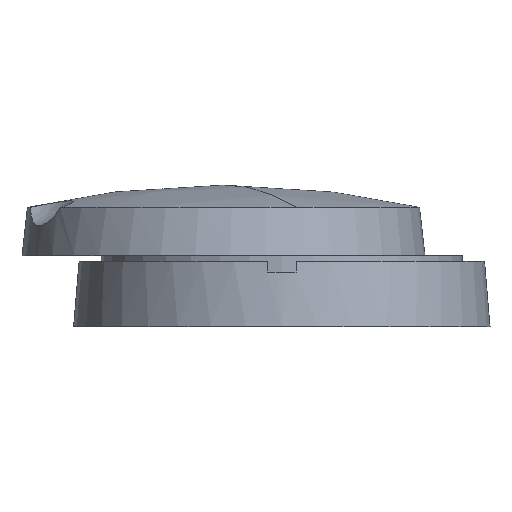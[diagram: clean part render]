
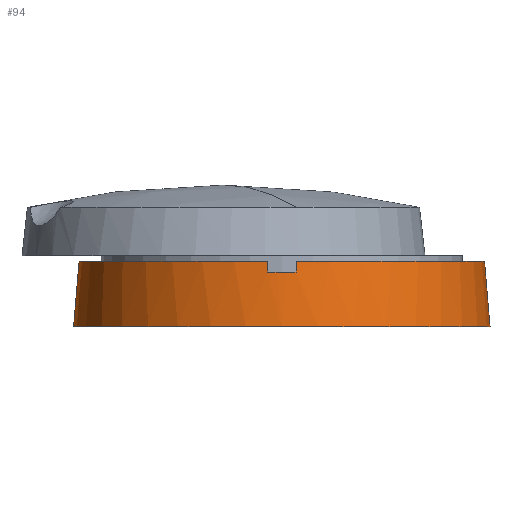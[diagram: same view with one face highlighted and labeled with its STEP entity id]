
A CAD part, front view. The second image highlights one B-rep face of the part: STEP entity #94.
In plain terms, the highlighted conical face has half-angle 4.764 degrees and reference radius 19 mm.
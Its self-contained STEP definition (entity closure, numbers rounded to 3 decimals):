
#10 = B_SPLINE_CURVE_WITH_KNOTS ( 'NONE', 3,
 ( #1449, #1450, #1451, #1452, #1453, #1454, #1455 ),
 .UNSPECIFIED., .F., .F.,
 ( 4, 3, 4 ),
 ( 0.004, 0.004, 0.005 ),
 .UNSPECIFIED. ) ;
#11 = B_SPLINE_CURVE_WITH_KNOTS ( 'NONE', 3,
 ( #1459, #1460, #1461, #1462, #1463, #1464, #1465 ),
 .UNSPECIFIED., .F., .F.,
 ( 4, 3, 4 ),
 ( 0.004, 0.004, 0.005 ),
 .UNSPECIFIED. ) ;
#54 = EDGE_LOOP ( 'NONE', ( #1161, #1162, #1158, #1163, #1164, #1165, #1167, #1166 ) ) ;
#94 = ADVANCED_FACE ( 'NONE', ( #1093 ), #1062, .T. ) ;
#399 = CARTESIAN_POINT ( 'NONE',  ( 0., 0., 0. ) ) ;
#400 = DIRECTION ( 'NONE',  ( 0., 0., -1. ) ) ;
#401 = DIRECTION ( 'NONE',  ( -1., 0., 0. ) ) ;
#448 = LINE ( 'NONE', #449, #1017 ) ;
#449 = CARTESIAN_POINT ( 'NONE',  ( -19., 0., 0. ) ) ;
#450 = DIRECTION ( 'NONE',  ( -0.083, 0., -0.997 ) ) ;
#454 = CARTESIAN_POINT ( 'NONE',  ( -1.3, -18.538, 5. ) ) ;
#528 = EDGE_CURVE ( 'NONE', #2044, #2045, #448, .T. ) ;
#531 = VERTEX_POINT ( 'NONE', #454 ) ;
#767 = AXIS2_PLACEMENT_3D ( 'NONE', #1434, #1435, #1436 ) ;
#768 = VECTOR ( 'NONE', #1425, 1000. ) ;
#771 = AXIS2_PLACEMENT_3D ( 'NONE', #1446, #1447, #1448 ) ;
#772 = AXIS2_PLACEMENT_3D ( 'NONE', #1443, #1444, #1445 ) ;
#775 = AXIS2_PLACEMENT_3D ( 'NONE', #1456, #1457, #1458 ) ;
#780 = CIRCLE ( 'NONE', #767, 18.5 ) ;
#782 = CIRCLE ( 'NONE', #772, 19. ) ;
#783 = CIRCLE ( 'NONE', #771, 18.5 ) ;
#784 = CIRCLE ( 'NONE', #775, 18.583 ) ;
#1017 = VECTOR ( 'NONE', #450, 1000. ) ;
#1062 = CONICAL_SURFACE ( 'NONE', #1083, 19., 0.083 ) ;
#1083 = AXIS2_PLACEMENT_3D ( 'NONE', #399, #400, #401 ) ;
#1093 = FACE_OUTER_BOUND ( 'NONE', #54, .T. ) ;
#1158 = ORIENTED_EDGE ( 'NONE', *, *, #2107, .T. ) ;
#1161 = ORIENTED_EDGE ( 'NONE', *, *, #2098, .F. ) ;
#1162 = ORIENTED_EDGE ( 'NONE', *, *, #2106, .F. ) ;
#1163 = ORIENTED_EDGE ( 'NONE', *, *, #2108, .F. ) ;
#1164 = ORIENTED_EDGE ( 'NONE', *, *, #2109, .T. ) ;
#1165 = ORIENTED_EDGE ( 'NONE', *, *, #2102, .F. ) ;
#1166 = ORIENTED_EDGE ( 'NONE', *, *, #2105, .T. ) ;
#1167 = ORIENTED_EDGE ( 'NONE', *, *, #528, .T. ) ;
#1290 = CARTESIAN_POINT ( 'NONE',  ( 1.3, -18.538, 5. ) ) ;
#1291 = CARTESIAN_POINT ( 'NONE',  ( 1.3, -18.454, 6. ) ) ;
#1298 = CARTESIAN_POINT ( 'NONE',  ( -1.3, -18.454, 6. ) ) ;
#1315 = CARTESIAN_POINT ( 'NONE',  ( -18.5, 0., 6. ) ) ;
#1316 = CARTESIAN_POINT ( 'NONE',  ( -19., 0., 0. ) ) ;
#1317 = CARTESIAN_POINT ( 'NONE',  ( 19., 0., 0. ) ) ;
#1320 = CARTESIAN_POINT ( 'NONE',  ( 18.5, 0., 6. ) ) ;
#1423 = LINE ( 'NONE', #1424, #768 ) ;
#1424 = CARTESIAN_POINT ( 'NONE',  ( 19., 0., 0. ) ) ;
#1425 = DIRECTION ( 'NONE',  ( 0.083, 0., -0.997 ) ) ;
#1434 = CARTESIAN_POINT ( 'NONE',  ( 0., 0., 6. ) ) ;
#1435 = DIRECTION ( 'NONE',  ( 0., 0., 1. ) ) ;
#1436 = DIRECTION ( 'NONE',  ( 1., 0., 0. ) ) ;
#1443 = CARTESIAN_POINT ( 'NONE',  ( 0., 0., 0. ) ) ;
#1444 = DIRECTION ( 'NONE',  ( 0., 0., 1. ) ) ;
#1445 = DIRECTION ( 'NONE',  ( 1., 0., 0. ) ) ;
#1446 = CARTESIAN_POINT ( 'NONE',  ( 0., 0., 6. ) ) ;
#1447 = DIRECTION ( 'NONE',  ( 0., 0., 1. ) ) ;
#1448 = DIRECTION ( 'NONE',  ( 1., 0., 0. ) ) ;
#1449 = CARTESIAN_POINT ( 'NONE',  ( 1.3, -18.454, 6. ) ) ;
#1450 = CARTESIAN_POINT ( 'NONE',  ( 1.3, -18.476, 5.744 ) ) ;
#1451 = CARTESIAN_POINT ( 'NONE',  ( 1.3, -18.497, 5.487 ) ) ;
#1452 = CARTESIAN_POINT ( 'NONE',  ( 1.3, -18.519, 5.231 ) ) ;
#1453 = CARTESIAN_POINT ( 'NONE',  ( 1.3, -18.525, 5.154 ) ) ;
#1454 = CARTESIAN_POINT ( 'NONE',  ( 1.3, -18.531, 5.077 ) ) ;
#1455 = CARTESIAN_POINT ( 'NONE',  ( 1.3, -18.538, 5. ) ) ;
#1456 = CARTESIAN_POINT ( 'NONE',  ( 0., 0., 5. ) ) ;
#1457 = DIRECTION ( 'NONE',  ( 0., 0., 1. ) ) ;
#1458 = DIRECTION ( 'NONE',  ( 1., 0., 0. ) ) ;
#1459 = CARTESIAN_POINT ( 'NONE',  ( -1.3, -18.538, 5. ) ) ;
#1460 = CARTESIAN_POINT ( 'NONE',  ( -1.3, -18.531, 5.077 ) ) ;
#1461 = CARTESIAN_POINT ( 'NONE',  ( -1.3, -18.525, 5.154 ) ) ;
#1462 = CARTESIAN_POINT ( 'NONE',  ( -1.3, -18.519, 5.231 ) ) ;
#1463 = CARTESIAN_POINT ( 'NONE',  ( -1.3, -18.497, 5.487 ) ) ;
#1464 = CARTESIAN_POINT ( 'NONE',  ( -1.3, -18.476, 5.744 ) ) ;
#1465 = CARTESIAN_POINT ( 'NONE',  ( -1.3, -18.454, 6. ) ) ;
#2019 = VERTEX_POINT ( 'NONE', #1290 ) ;
#2020 = VERTEX_POINT ( 'NONE', #1291 ) ;
#2027 = VERTEX_POINT ( 'NONE', #1298 ) ;
#2044 = VERTEX_POINT ( 'NONE', #1315 ) ;
#2045 = VERTEX_POINT ( 'NONE', #1316 ) ;
#2046 = VERTEX_POINT ( 'NONE', #1317 ) ;
#2049 = VERTEX_POINT ( 'NONE', #1320 ) ;
#2098 = EDGE_CURVE ( 'NONE', #2049, #2046, #1423, .T. ) ;
#2102 = EDGE_CURVE ( 'NONE', #2044, #2027, #780, .T. ) ;
#2105 = EDGE_CURVE ( 'NONE', #2045, #2046, #782, .T. ) ;
#2106 = EDGE_CURVE ( 'NONE', #2020, #2049, #783, .T. ) ;
#2107 = EDGE_CURVE ( 'NONE', #2020, #2019, #10, .T. ) ;
#2108 = EDGE_CURVE ( 'NONE', #531, #2019, #784, .T. ) ;
#2109 = EDGE_CURVE ( 'NONE', #531, #2027, #11, .T. ) ;
